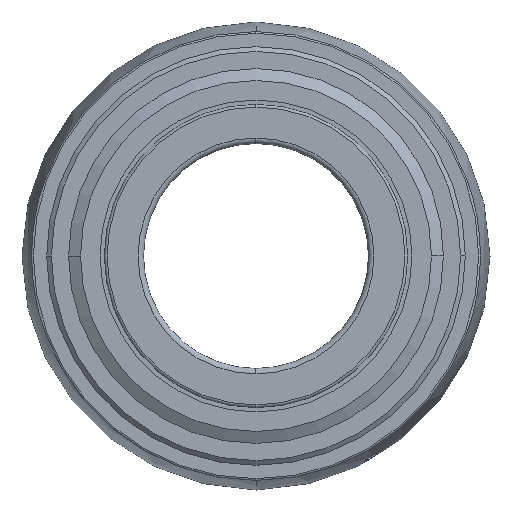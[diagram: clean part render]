
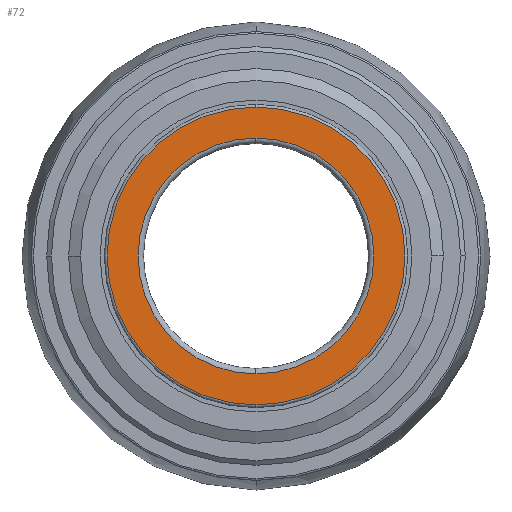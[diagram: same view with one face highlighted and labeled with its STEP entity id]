
A CAD part, left-side view. The second image highlights one B-rep face of the part: STEP entity #72.
In plain terms, the highlighted planar face has unit normal (-1, 0, 0).
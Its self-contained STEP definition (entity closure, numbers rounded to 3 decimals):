
#72 = ADVANCED_FACE ( 'NONE', ( #536, #5152 ), #5245, .F. ) ;
#75 = DIRECTION ( 'NONE',  ( 0., 0., 1. ) ) ;
#121 = DIRECTION ( 'NONE',  ( -1., 0., 0. ) ) ;
#124 = CARTESIAN_POINT ( 'NONE',  ( -14.2, 0., -16.55 ) ) ;
#507 = DIRECTION ( 'NONE',  ( -1., 0., 0. ) ) ;
#536 = FACE_BOUND ( 'NONE', #2407, .T. ) ;
#583 = CARTESIAN_POINT ( 'NONE',  ( -14.2, 0., 0. ) ) ;
#810 = CARTESIAN_POINT ( 'NONE',  ( -14.2, 0., 13.1 ) ) ;
#829 = DIRECTION ( 'NONE',  ( 0., 0., 1. ) ) ;
#837 = CIRCLE ( 'NONE', #1536, 16.55 ) ;
#869 = EDGE_CURVE ( 'NONE', #1341, #3419, #2383, .T. ) ;
#910 = DIRECTION ( 'NONE',  ( 1., 0., 0. ) ) ;
#1341 = VERTEX_POINT ( 'NONE', #3714 ) ;
#1536 = AXIS2_PLACEMENT_3D ( 'NONE', #3166, #4263, #2473 ) ;
#1564 = EDGE_CURVE ( 'NONE', #5406, #3025, #1989, .T. ) ;
#1989 = CIRCLE ( 'NONE', #4455, 16.55 ) ;
#2225 = CARTESIAN_POINT ( 'NONE',  ( -14.2, 0., 16.55 ) ) ;
#2383 = CIRCLE ( 'NONE', #3569, 13.1 ) ;
#2407 = EDGE_LOOP ( 'NONE', ( #4078, #4579 ) ) ;
#2473 = DIRECTION ( 'NONE',  ( 0., 0., 1. ) ) ;
#2518 = EDGE_CURVE ( 'NONE', #3419, #1341, #4843, .T. ) ;
#3025 = VERTEX_POINT ( 'NONE', #124 ) ;
#3166 = CARTESIAN_POINT ( 'NONE',  ( -14.2, 0., 0. ) ) ;
#3309 = CARTESIAN_POINT ( 'NONE',  ( -14.2, 16.55, 0. ) ) ;
#3419 = VERTEX_POINT ( 'NONE', #810 ) ;
#3540 = DIRECTION ( 'NONE',  ( 0., 0., 1. ) ) ;
#3569 = AXIS2_PLACEMENT_3D ( 'NONE', #583, #121, #3540 ) ;
#3714 = CARTESIAN_POINT ( 'NONE',  ( -14.2, 0., -13.1 ) ) ;
#3781 = ORIENTED_EDGE ( 'NONE', *, *, #1564, .T. ) ;
#3825 = CARTESIAN_POINT ( 'NONE',  ( -14.2, 0., 0. ) ) ;
#3852 = AXIS2_PLACEMENT_3D ( 'NONE', #3309, #910, #5681 ) ;
#4051 = ORIENTED_EDGE ( 'NONE', *, *, #5465, .T. ) ;
#4056 = AXIS2_PLACEMENT_3D ( 'NONE', #4505, #5074, #829 ) ;
#4078 = ORIENTED_EDGE ( 'NONE', *, *, #2518, .F. ) ;
#4263 = DIRECTION ( 'NONE',  ( -1., 0., 0. ) ) ;
#4455 = AXIS2_PLACEMENT_3D ( 'NONE', #3825, #507, #75 ) ;
#4505 = CARTESIAN_POINT ( 'NONE',  ( -14.2, 0., 0. ) ) ;
#4579 = ORIENTED_EDGE ( 'NONE', *, *, #869, .F. ) ;
#4843 = CIRCLE ( 'NONE', #4056, 13.1 ) ;
#5074 = DIRECTION ( 'NONE',  ( -1., 0., 0. ) ) ;
#5152 = FACE_OUTER_BOUND ( 'NONE', #5938, .T. ) ;
#5245 = PLANE ( 'NONE',  #3852 ) ;
#5406 = VERTEX_POINT ( 'NONE', #2225 ) ;
#5465 = EDGE_CURVE ( 'NONE', #3025, #5406, #837, .T. ) ;
#5681 = DIRECTION ( 'NONE',  ( 0., 1., 0. ) ) ;
#5938 = EDGE_LOOP ( 'NONE', ( #3781, #4051 ) ) ;
